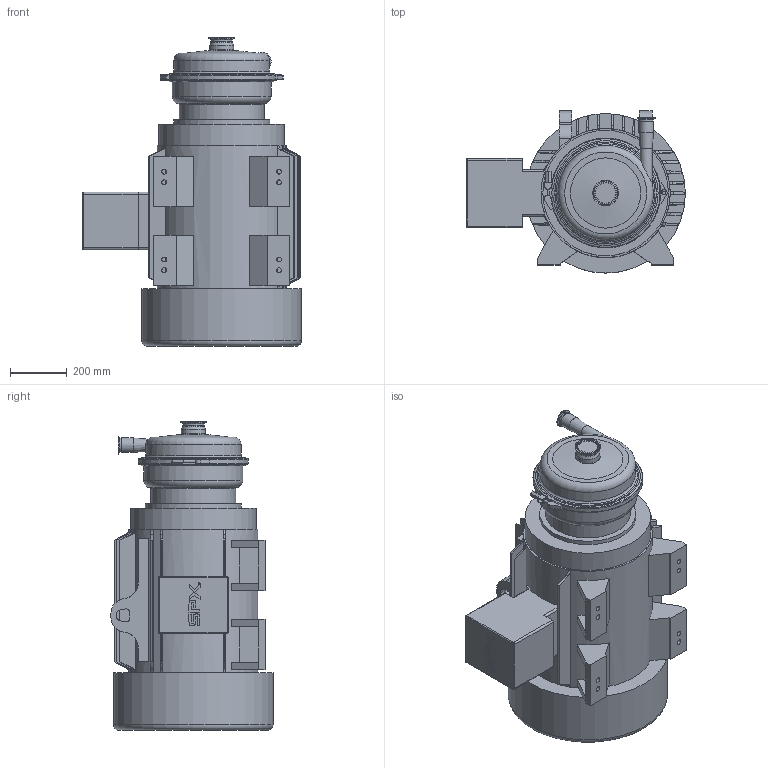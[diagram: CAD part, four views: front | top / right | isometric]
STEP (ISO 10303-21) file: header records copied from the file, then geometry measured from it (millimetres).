
FILE_DESCRIPTION(/* description */ (''),/* implementation_level */ '2;1');
FILE_NAME(/* name */ 'W+_W+80-80_405TSC_3.0x2.0_S-Line_100HP_SM1.stp',/* time_stamp */ '2021-11-18T19:30:14+05:00',/* author */ ('TRTMHR'),/* organization */ (''),/* preprocessor_version */ 'ST-DEVELOPER v18.1',/* originating_system */ 'Autodesk Inventor 2020',/* authorisation */ '');
FILE_SCHEMA (('AUTOMOTIVE_DESIGN { 1 0 10303 214 3 1 1 }'));
Length unit declared in the file: inch
Products named in the file (1): Wi+_W+80-80_405TSC_3.0x2.0_S-Line_100HP_SM
Bounding box: 774.71 x 574.04 x 1091.48 mm (x, y, z)
Volume: 190267283.2 mm3; surface area: 3535076.8 mm2
Topology: 1 solids, 1 shells, 494 faces, 1349 edges, 895 vertices
Faces by surface type: plane 252, cylinder 89, cone 60, torus 51, bspline 42
Full cylindrical faces by diameter (mm): 10 x1, 17.526 x8, 42.6 x1, 47.498 x1, 50.927 x1, 51.6 x1, 63.881 x1, 71.984 x1, 76.327 x1, 76.6 x1, 84.971 x1, 90.907 x1, 300 x1, 337.5 x1, 340 x1, 350 x1, 380 x1, 444.5 x1, 457.2 x1, 564.896 x1
Entity records: 17406 total; most frequent: CARTESIAN_POINT 4666, ORIENTED_EDGE 2698, DIRECTION 2422, EDGE_CURVE 1349, VERTEX_POINT 895, AXIS2_PLACEMENT_3D 869, LINE 684, VECTOR 684
